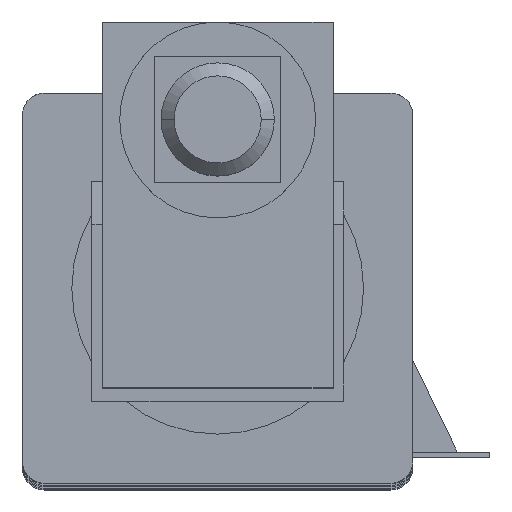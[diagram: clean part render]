
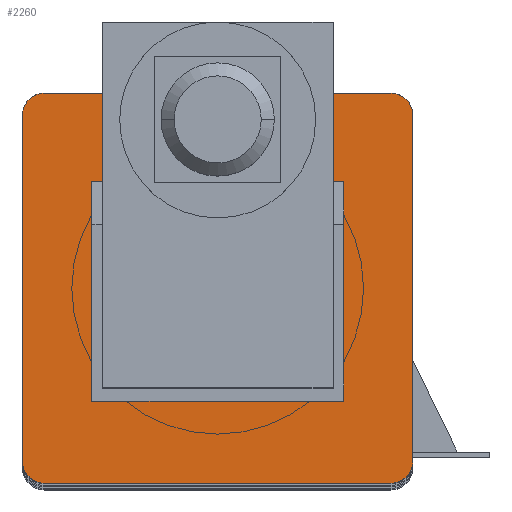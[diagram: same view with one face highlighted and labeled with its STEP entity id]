
A CAD part, top view. The second image highlights one B-rep face of the part: STEP entity #2260.
In plain terms, the highlighted planar face has unit normal (0, 0, 1).
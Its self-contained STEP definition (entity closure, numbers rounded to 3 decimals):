
#27 = CARTESIAN_POINT ( 'NONE',  ( -398., -448., 8845. ) ) ;
#69 = VECTOR ( 'NONE', #4216, 1000. ) ;
#132 = CARTESIAN_POINT ( 'NONE',  ( 448., 398., 8845. ) ) ;
#167 = AXIS2_PLACEMENT_3D ( 'NONE', #2673, #1141, #4654 ) ;
#243 = CARTESIAN_POINT ( 'NONE',  ( -448., 398., 8845. ) ) ;
#269 = DIRECTION ( 'NONE',  ( 0., 1., 0. ) ) ;
#412 = ORIENTED_EDGE ( 'NONE', *, *, #4689, .T. ) ;
#452 = EDGE_CURVE ( 'Defeatured_0_0+Defeatured_0_134+Defeatured_0_135+Defeatured_0_133', #3112, #5748, #1640, .T. ) ;
#472 = VECTOR ( 'NONE', #6036, 1000. ) ;
#615 = PLANE ( 'NONE',  #167 ) ;
#698 = CARTESIAN_POINT ( 'NONE',  ( -448., 398., 8845. ) ) ;
#971 = AXIS2_PLACEMENT_3D ( 'NONE', #3291, #4257, #4811 ) ;
#1004 = AXIS2_PLACEMENT_3D ( 'NONE', #5459, #2981, #3486 ) ;
#1007 = CARTESIAN_POINT ( 'NONE',  ( -289., 245., 8845. ) ) ;
#1079 = LINE ( 'NONE', #27, #6246 ) ;
#1141 = DIRECTION ( 'NONE',  ( 0., 0., 1. ) ) ;
#1150 = LINE ( 'NONE', #6174, #3535 ) ;
#1171 = ORIENTED_EDGE ( 'NONE', *, *, #2890, .F. ) ;
#1185 = VERTEX_POINT ( 'NONE', #6382 ) ;
#1229 = CIRCLE ( 'NONE', #4890, 50. ) ;
#1299 = AXIS2_PLACEMENT_3D ( 'NONE', #2572, #3971, #1479 ) ;
#1479 = DIRECTION ( 'NONE',  ( 1., 0., 0. ) ) ;
#1482 = LINE ( 'NONE', #698, #69 ) ;
#1490 = CARTESIAN_POINT ( 'NONE',  ( -398., -448., 8845. ) ) ;
#1506 = CARTESIAN_POINT ( 'NONE',  ( 289., -260., 8845. ) ) ;
#1521 = ORIENTED_EDGE ( 'NONE', *, *, #2388, .F. ) ;
#1640 = LINE ( 'NONE', #4491, #3140 ) ;
#1769 = VERTEX_POINT ( 'NONE', #4845 ) ;
#1865 = CARTESIAN_POINT ( 'NONE',  ( 289., 245., 8845. ) ) ;
#1956 = CARTESIAN_POINT ( 'NONE',  ( -398., -398., 8845. ) ) ;
#2122 = LINE ( 'NONE', #4020, #472 ) ;
#2260 = ADVANCED_FACE ( 'Defeatured_0_0', ( #2567, #5453 ), #615, .T. ) ;
#2294 = DIRECTION ( 'NONE',  ( 1., 0., 0. ) ) ;
#2388 = EDGE_CURVE ( 'Defeatured_0_171+Defeatured_0_0+Defeatured_0_170+Defeatured_0_167', #6303, #1769, #6381, .T. ) ;
#2434 = CARTESIAN_POINT ( 'NONE',  ( -398., 448., 8845. ) ) ;
#2449 = CARTESIAN_POINT ( 'NONE',  ( 398., 448., 8845. ) ) ;
#2481 = ORIENTED_EDGE ( 'NONE', *, *, #4645, .T. ) ;
#2509 = DIRECTION ( 'NONE',  ( -1., 0., 0. ) ) ;
#2567 = FACE_OUTER_BOUND ( 'NONE', #2797, .T. ) ;
#2572 = CARTESIAN_POINT ( 'NONE',  ( -398., 398., 8845. ) ) ;
#2673 = CARTESIAN_POINT ( 'NONE',  ( 0., 0., 8845. ) ) ;
#2797 = EDGE_LOOP ( 'NONE', ( #6010, #6293, #5211, #5811, #6228, #5918, #412, #6087 ) ) ;
#2890 = EDGE_CURVE ( 'Defeatured_0_167+Defeatured_0_0+Defeatured_0_171+Defeatured_0_172', #1769, #4132, #5890, .T. ) ;
#2963 = VERTEX_POINT ( 'NONE', #4320 ) ;
#2981 = DIRECTION ( 'NONE',  ( 0., 0., 1. ) ) ;
#3072 = EDGE_CURVE ( 'Defeatured_0_0+Defeatured_0_137+Defeatured_0_138+Defeatured_0_136', #2963, #3270, #3786, .T. ) ;
#3112 = VERTEX_POINT ( 'NONE', #2449 ) ;
#3140 = VECTOR ( 'NONE', #4691, 1000. ) ;
#3270 = VERTEX_POINT ( 'NONE', #5598 ) ;
#3291 = CARTESIAN_POINT ( 'NONE',  ( 398., 398., 8845. ) ) ;
#3307 = CIRCLE ( 'NONE', #971, 50. ) ;
#3486 = DIRECTION ( 'NONE',  ( 1., 0., 0. ) ) ;
#3535 = VECTOR ( 'NONE', #4788, 1000. ) ;
#3658 = VERTEX_POINT ( 'NONE', #1490 ) ;
#3786 = CIRCLE ( 'NONE', #1004, 50. ) ;
#3971 = DIRECTION ( 'NONE',  ( 0., 0., 1. ) ) ;
#4020 = CARTESIAN_POINT ( 'NONE',  ( 448., -398., 8845. ) ) ;
#4050 = CARTESIAN_POINT ( 'NONE',  ( 289., -260., 8845. ) ) ;
#4062 = ORIENTED_EDGE ( 'NONE', *, *, #4960, .T. ) ;
#4132 = VERTEX_POINT ( 'NONE', #1007 ) ;
#4216 = DIRECTION ( 'NONE',  ( 0., -1., 0. ) ) ;
#4225 = EDGE_CURVE ( 'Defeatured_0_0+Defeatured_0_132+Defeatured_0_133+Defeatured_0_131', #4846, #1185, #1482, .T. ) ;
#4257 = DIRECTION ( 'NONE',  ( 0., 0., 1. ) ) ;
#4312 = EDGE_CURVE ( 'Defeatured_0_0+Defeatured_0_135+Defeatured_0_136+Defeatured_0_134', #5473, #3112, #3307, .T. ) ;
#4320 = CARTESIAN_POINT ( 'NONE',  ( 398., -448., 8845. ) ) ;
#4388 = LINE ( 'NONE', #4050, #4946 ) ;
#4491 = CARTESIAN_POINT ( 'NONE',  ( 398., 448., 8845. ) ) ;
#4506 = VECTOR ( 'NONE', #269, 1000. ) ;
#4558 = EDGE_CURVE ( 'Defeatured_0_0+Defeatured_0_131+Defeatured_0_132+Defeatured_0_138', #1185, #3658, #1229, .T. ) ;
#4623 = EDGE_CURVE ( 'Defeatured_0_0+Defeatured_0_138+Defeatured_0_131+Defeatured_0_137', #3658, #2963, #1079, .T. ) ;
#4645 = EDGE_CURVE ( 'Defeatured_0_0+Defeatured_0_170+Defeatured_0_171+Defeatured_0_172', #6303, #5792, #4388, .T. ) ;
#4654 = DIRECTION ( 'NONE',  ( 1., 0., 0. ) ) ;
#4689 = EDGE_CURVE ( 'Defeatured_0_0+Defeatured_0_133+Defeatured_0_134+Defeatured_0_132', #5748, #4846, #5406, .T. ) ;
#4691 = DIRECTION ( 'NONE',  ( -1., 0., 0. ) ) ;
#4722 = VECTOR ( 'NONE', #5347, 1000. ) ;
#4771 = CARTESIAN_POINT ( 'NONE',  ( 289., 245., 8845. ) ) ;
#4788 = DIRECTION ( 'NONE',  ( 0., 1., 0. ) ) ;
#4811 = DIRECTION ( 'NONE',  ( 1., 0., 0. ) ) ;
#4845 = CARTESIAN_POINT ( 'NONE',  ( 289., 245., 8845. ) ) ;
#4846 = VERTEX_POINT ( 'NONE', #243 ) ;
#4890 = AXIS2_PLACEMENT_3D ( 'NONE', #1956, #5718, #2294 ) ;
#4946 = VECTOR ( 'NONE', #2509, 1000. ) ;
#4960 = EDGE_CURVE ( 'Defeatured_0_0+Defeatured_0_172+Defeatured_0_170+Defeatured_0_167', #5792, #4132, #1150, .T. ) ;
#5003 = EDGE_LOOP ( 'NONE', ( #2481, #4062, #1171, #1521 ) ) ;
#5021 = CARTESIAN_POINT ( 'NONE',  ( -289., -260., 8845. ) ) ;
#5211 = ORIENTED_EDGE ( 'NONE', *, *, #3072, .T. ) ;
#5347 = DIRECTION ( 'NONE',  ( -1., 0., 0. ) ) ;
#5406 = CIRCLE ( 'NONE', #1299, 50. ) ;
#5453 = FACE_BOUND ( 'NONE', #5003, .T. ) ;
#5459 = CARTESIAN_POINT ( 'NONE',  ( 398., -398., 8845. ) ) ;
#5473 = VERTEX_POINT ( 'NONE', #132 ) ;
#5598 = CARTESIAN_POINT ( 'NONE',  ( 448., -398., 8845. ) ) ;
#5718 = DIRECTION ( 'NONE',  ( 0., 0., 1. ) ) ;
#5748 = VERTEX_POINT ( 'NONE', #2434 ) ;
#5792 = VERTEX_POINT ( 'NONE', #5021 ) ;
#5811 = ORIENTED_EDGE ( 'NONE', *, *, #6353, .T. ) ;
#5890 = LINE ( 'NONE', #1865, #4722 ) ;
#5918 = ORIENTED_EDGE ( 'NONE', *, *, #452, .T. ) ;
#6010 = ORIENTED_EDGE ( 'NONE', *, *, #4558, .T. ) ;
#6012 = DIRECTION ( 'NONE',  ( 1., 0., 0. ) ) ;
#6036 = DIRECTION ( 'NONE',  ( 0., 1., 0. ) ) ;
#6087 = ORIENTED_EDGE ( 'NONE', *, *, #4225, .T. ) ;
#6174 = CARTESIAN_POINT ( 'NONE',  ( -289., 245., 8845. ) ) ;
#6228 = ORIENTED_EDGE ( 'NONE', *, *, #4312, .T. ) ;
#6246 = VECTOR ( 'NONE', #6012, 1000. ) ;
#6293 = ORIENTED_EDGE ( 'NONE', *, *, #4623, .T. ) ;
#6303 = VERTEX_POINT ( 'NONE', #1506 ) ;
#6353 = EDGE_CURVE ( 'Defeatured_0_0+Defeatured_0_136+Defeatured_0_137+Defeatured_0_135', #3270, #5473, #2122, .T. ) ;
#6381 = LINE ( 'NONE', #4771, #4506 ) ;
#6382 = CARTESIAN_POINT ( 'NONE',  ( -448., -398., 8845. ) ) ;
